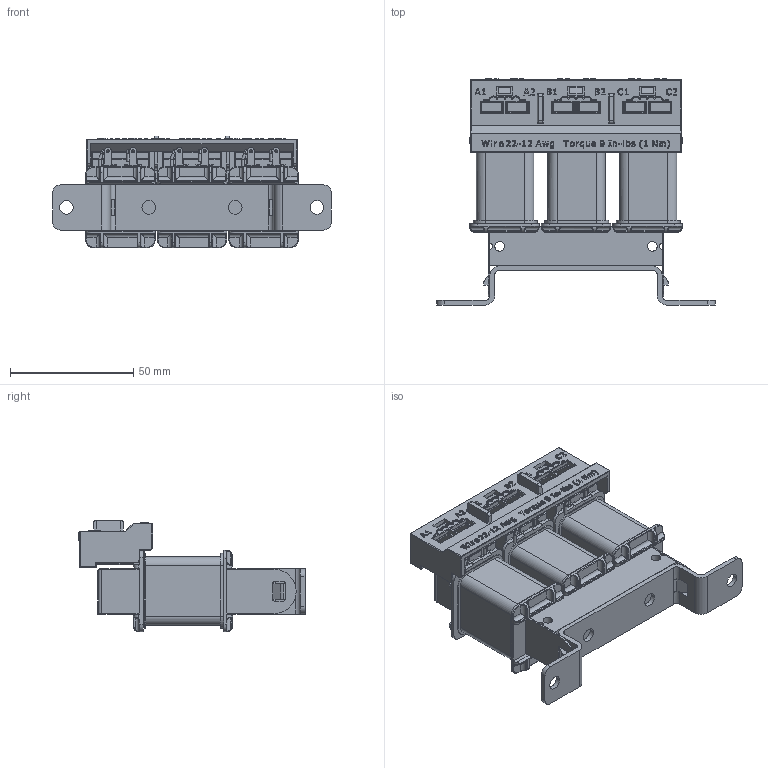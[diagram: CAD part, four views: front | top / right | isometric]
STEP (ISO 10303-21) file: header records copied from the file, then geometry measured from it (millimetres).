
FILE_DESCRIPTION (( 'STEP AP214' ), '1' );
FILE_NAME ('KDRMA Model CoordFix XT (106686DG) Rep3 ext 1Bc1 Reduced 2r2 comb.STEP', '2020-01-16T17:56:47', ( '' ), ( '' ), 'SwSTEP 2.0', 'SolidWorks 2017', '' );
FILE_SCHEMA (( 'AUTOMOTIVE_DESIGN' ));
Length unit declared in the file: inch
Products named in the file (1): KDRMA Model CoordFix XT (106686DG) Rep3 ext 1Bc1 Reduced 2r2 comb
Bounding box: 113.04 x 91.69 x 45.31 mm (x, y, z)
Volume: 138037 mm3; surface area: 65950.7 mm2
Topology: 31 solids, 31 shells, 3278 faces, 8773 edges, 5609 vertices
Faces by surface type: plane 1790, cylinder 811, bspline 447, torus 183, sphere 33, cone 14
Entity records: 110722 total; most frequent: CARTESIAN_POINT 30204, ORIENTED_EDGE 17408, DIRECTION 14467, EDGE_CURVE 8704, LINE 5827, VECTOR 5827, VERTEX_POINT 5573, AXIS2_PLACEMENT_3D 4320
